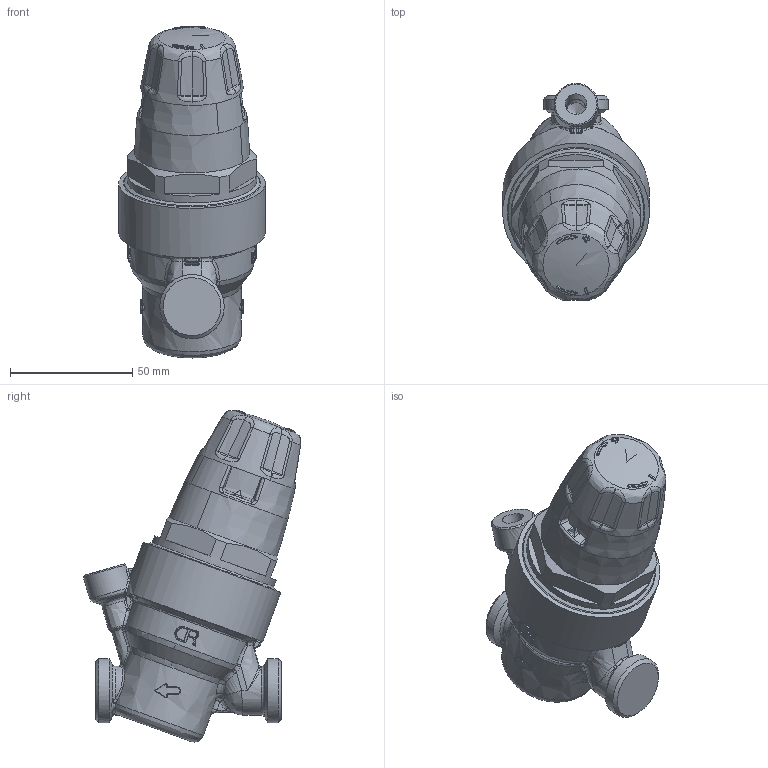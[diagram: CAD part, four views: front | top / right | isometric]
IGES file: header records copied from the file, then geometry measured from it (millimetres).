
Global section: file name: 535840HA; native system: Autodesk Inventor 2025; preprocessor: unknown; author: none; organization: none; date: 20250819.093557; units: millimetre
Bounding box: 59.97 x 88.96 x 135.88 mm (x, y, z)
Volume: 249400.1 mm3; surface area: 27852.1 mm2
Topology: 1 solids, 1 shells, 743 faces, 1893 edges, 1136 vertices
Faces by surface type: bspline 743
